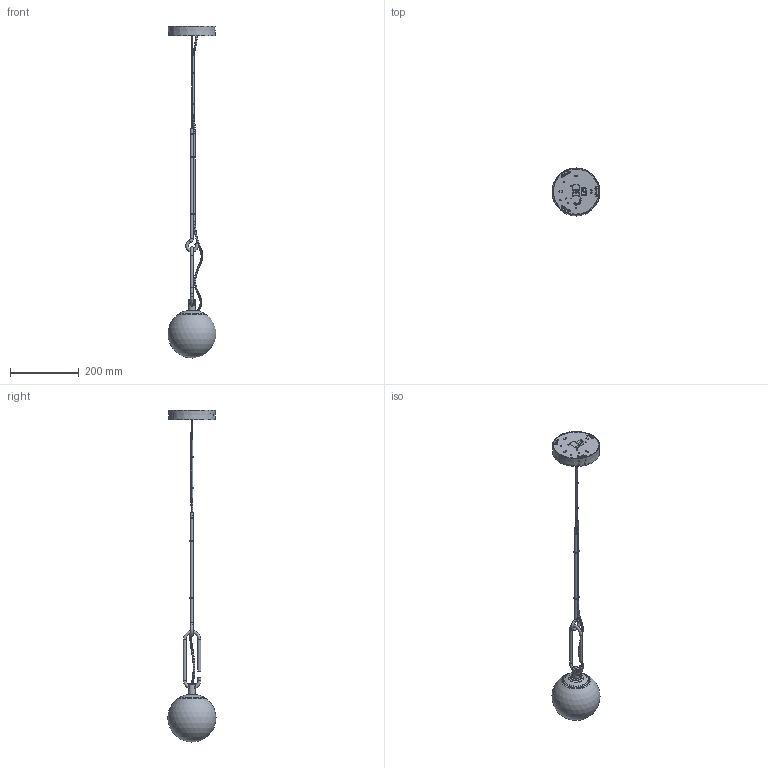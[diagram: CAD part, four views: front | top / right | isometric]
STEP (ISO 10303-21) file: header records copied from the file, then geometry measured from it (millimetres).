
FILE_DESCRIPTION(/* description */ (''),/* implementation_level */ '2;1');
FILE_NAME(/* name */ '128000__.stp',/* time_stamp */ '2020-04-28T09:05:06+02:00',/* author */ (''),/* organization */ (''),/* preprocessor_version */ 'ST-DEVELOPER v15',/* originating_system */ 'SIEMENS PLM Software NX 9.0',/* authorisation */ '');
FILE_SCHEMA (('AUTOMOTIVE_DESIGN { 1 0 10303 214 3 1 1 1 }'));
Length unit declared in the file: millimetre
Products named in the file (1): corr26243472hiwv
Bounding box: 138.95 x 139.85 x 963.67 mm (x, y, z)
Volume: 348773.4 mm3; surface area: 249683.4 mm2
Topology: 18 solids, 18 shells, 862 faces, 2255 edges, 1427 vertices
Faces by surface type: plane 280, cylinder 263, torus 164, bspline 111, cone 32, sphere 12
Full cylindrical faces by diameter (mm): 0.8 x3, 1.5 x1, 1.6 x2, 2.5 x4, 2.75 x2, 3 x1, 3.3 x1, 3.5 x1, 3.7 x4, 4.2 x1, 4.5 x2, 5 x2, 5.2 x4, 6 x2, 6.8 x1, 7.2 x1, 8 x5, 8.4 x2, 15 x1, 19.9 x1, 63 x1, 66 x1
Entity records: 33687 total; most frequent: CARTESIAN_POINT 14049, ORIENTED_EDGE 3946, DIRECTION 3757, EDGE_CURVE 1973, AXIS2_PLACEMENT_3D 1467, VERTEX_POINT 1388, EDGE_LOOP 1165, ADVANCED_FACE 862
